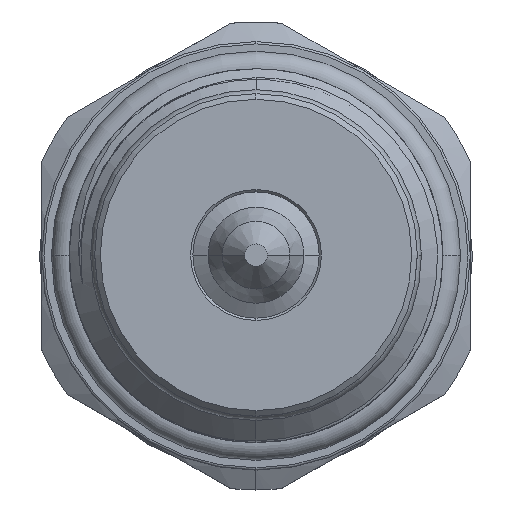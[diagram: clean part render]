
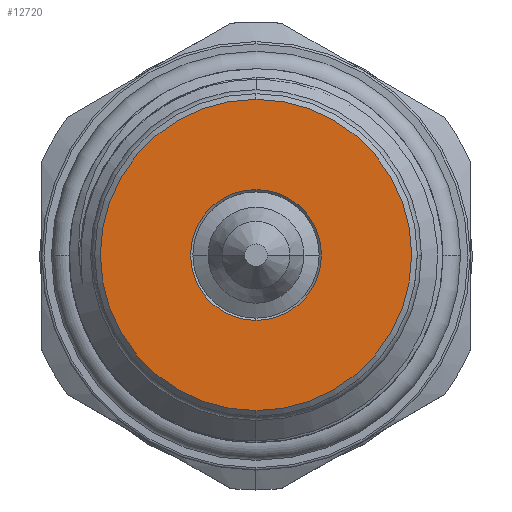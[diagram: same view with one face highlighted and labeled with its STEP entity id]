
A CAD part, top view. The second image highlights one B-rep face of the part: STEP entity #12720.
In plain terms, the highlighted planar face has unit normal (0, 0, 1).
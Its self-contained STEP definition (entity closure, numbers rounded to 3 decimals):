
#2728 = CIRCLE ( 'NONE', #8673, 5.8 ) ;
#2795 = CIRCLE ( 'NONE', #8633, 13.8 ) ;
#3120 = CIRCLE ( 'NONE', #8789, 13.8 ) ;
#4403 = ORIENTED_EDGE ( 'NONE', *, *, #8888, .T. ) ;
#4404 = ORIENTED_EDGE ( 'NONE', *, *, #15553, .T. ) ;
#4405 = ORIENTED_EDGE ( 'NONE', *, *, #15239, .T. ) ;
#4476 = ORIENTED_EDGE ( 'NONE', *, *, #15427, .T. ) ;
#5063 = EDGE_LOOP ( 'NONE', ( #4404, #4403 ) ) ;
#5079 = EDGE_LOOP ( 'NONE', ( #4476, #4405 ) ) ;
#6877 = VERTEX_POINT ( 'NONE', #13725 ) ;
#6881 = VERTEX_POINT ( 'NONE', #13748 ) ;
#8633 = AXIS2_PLACEMENT_3D ( 'NONE', #18044, #18045, #18046 ) ;
#8673 = AXIS2_PLACEMENT_3D ( 'NONE', #18887, #18888, #18889 ) ;
#8789 = AXIS2_PLACEMENT_3D ( 'NONE', #15147, #15148, #15150 ) ;
#8888 = EDGE_CURVE ( 'NONE', #6877, #6881, #15880, .T. ) ;
#9677 = CARTESIAN_POINT ( 'NONE',  ( 0., 0., 5. ) ) ;
#9680 = PLANE ( 'NONE',  #21496 ) ;
#9682 = DIRECTION ( 'NONE',  ( 0., 0., 1. ) ) ;
#9683 = DIRECTION ( 'NONE',  ( 0., 1., 0. ) ) ;
#12720 = ADVANCED_FACE ( 'NONE', ( #19898, #19901 ), #9680, .T. ) ;
#13725 = CARTESIAN_POINT ( 'NONE',  ( 0., -5.8, 5. ) ) ;
#13748 = CARTESIAN_POINT ( 'NONE',  ( 0., 5.8, 5. ) ) ;
#15147 = CARTESIAN_POINT ( 'NONE',  ( 0., 0., 5. ) ) ;
#15148 = DIRECTION ( 'NONE',  ( 0., 0., 1. ) ) ;
#15150 = DIRECTION ( 'NONE',  ( 0., 1., 0. ) ) ;
#15239 = EDGE_CURVE ( 'NONE', #21881, #15915, #3120, .T. ) ;
#15427 = EDGE_CURVE ( 'NONE', #15915, #21881, #2795, .T. ) ;
#15553 = EDGE_CURVE ( 'NONE', #6881, #6877, #2728, .T. ) ;
#15880 = CIRCLE ( 'NONE', #21622, 5.8 ) ;
#15915 = VERTEX_POINT ( 'NONE', #19010 ) ;
#17947 = CARTESIAN_POINT ( 'NONE',  ( 0., 13.8, 5. ) ) ;
#18044 = CARTESIAN_POINT ( 'NONE',  ( 0., 0., 5. ) ) ;
#18045 = DIRECTION ( 'NONE',  ( 0., 0., 1. ) ) ;
#18046 = DIRECTION ( 'NONE',  ( 0., 1., 0. ) ) ;
#18887 = CARTESIAN_POINT ( 'NONE',  ( 0., 0., 5. ) ) ;
#18888 = DIRECTION ( 'NONE',  ( 0., 0., -1. ) ) ;
#18889 = DIRECTION ( 'NONE',  ( 0., 1., 0. ) ) ;
#19010 = CARTESIAN_POINT ( 'NONE',  ( 0., -13.8, 5. ) ) ;
#19898 = FACE_BOUND ( 'NONE', #5063, .T. ) ;
#19901 = FACE_OUTER_BOUND ( 'NONE', #5079, .T. ) ;
#21321 = DIRECTION ( 'NONE',  ( 0., 0., -1. ) ) ;
#21329 = CARTESIAN_POINT ( 'NONE',  ( 0., 0., 5. ) ) ;
#21351 = DIRECTION ( 'NONE',  ( 0., 1., 0. ) ) ;
#21496 = AXIS2_PLACEMENT_3D ( 'NONE', #9677, #9682, #9683 ) ;
#21622 = AXIS2_PLACEMENT_3D ( 'NONE', #21329, #21321, #21351 ) ;
#21881 = VERTEX_POINT ( 'NONE', #17947 ) ;
